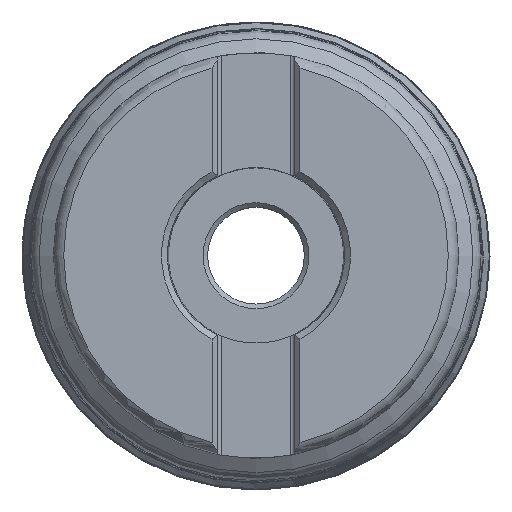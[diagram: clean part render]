
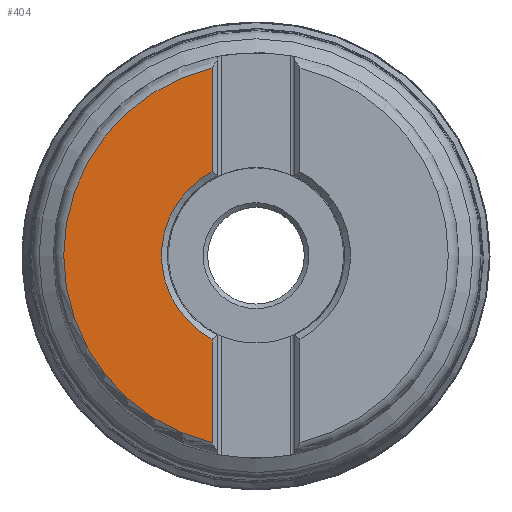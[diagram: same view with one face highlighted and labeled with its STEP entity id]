
A CAD part, top view. The second image highlights one B-rep face of the part: STEP entity #404.
In plain terms, the highlighted planar face has unit normal (0, 0, 1).
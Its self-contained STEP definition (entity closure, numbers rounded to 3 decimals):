
#207=PLANE('',#1375);
#235=FACE_OUTER_BOUND('',#625,.T.);
#270=LINE('',#2432,#300);
#271=LINE('',#2433,#301);
#300=VECTOR('',#1517,1.);
#301=VECTOR('',#1518,1.);
#331=CIRCLE('',#1370,20.872);
#333=CIRCLE('',#1374,10.255);
#404=ADVANCED_FACE('',(#235),#207,.F.);
#625=EDGE_LOOP('',(#798,#799,#800,#801));
#798=ORIENTED_EDGE('',*,*,#1164,.T.);
#799=ORIENTED_EDGE('',*,*,#1165,.T.);
#800=ORIENTED_EDGE('',*,*,#1154,.T.);
#801=ORIENTED_EDGE('',*,*,#1166,.T.);
#1046=VERTEX_POINT('',#2350);
#1047=VERTEX_POINT('',#2351);
#1054=VERTEX_POINT('',#2430);
#1055=VERTEX_POINT('',#2431);
#1154=EDGE_CURVE('',#1046,#1047,#331,.T.);
#1164=EDGE_CURVE('',#1054,#1055,#333,.T.);
#1165=EDGE_CURVE('',#1055,#1046,#270,.T.);
#1166=EDGE_CURVE('',#1047,#1054,#271,.T.);
#1370=AXIS2_PLACEMENT_3D('',#2349,#1507,#1508);
#1374=AXIS2_PLACEMENT_3D('',#2429,#1515,#1516);
#1375=AXIS2_PLACEMENT_3D('',#2434,#1519,#1520);
#1507=DIRECTION('',(0.,0.,1.));
#1508=DIRECTION('',(-1.,0.,0.));
#1515=DIRECTION('',(0.,0.,-1.));
#1516=DIRECTION('',(-1.,0.,0.));
#1517=DIRECTION('',(0.,1.,0.));
#1518=DIRECTION('',(0.,1.,0.));
#1519=DIRECTION('',(0.,0.,-1.));
#1520=DIRECTION('',(-1.,0.,0.));
#2349=CARTESIAN_POINT('',(0.,0.,40.));
#2350=CARTESIAN_POINT('',(-4.775,20.318,40.));
#2351=CARTESIAN_POINT('',(-4.775,-20.318,40.));
#2429=CARTESIAN_POINT('',(0.,0.,40.));
#2430=CARTESIAN_POINT('',(-4.775,-9.076,40.));
#2431=CARTESIAN_POINT('',(-4.775,9.076,40.));
#2432=CARTESIAN_POINT('',(-4.775,20.45,40.));
#2433=CARTESIAN_POINT('',(-4.775,-8.682,40.));
#2434=CARTESIAN_POINT('',(0.,0.,40.));
